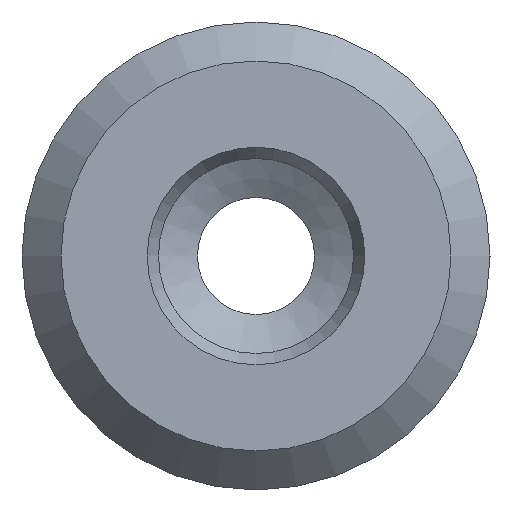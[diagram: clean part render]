
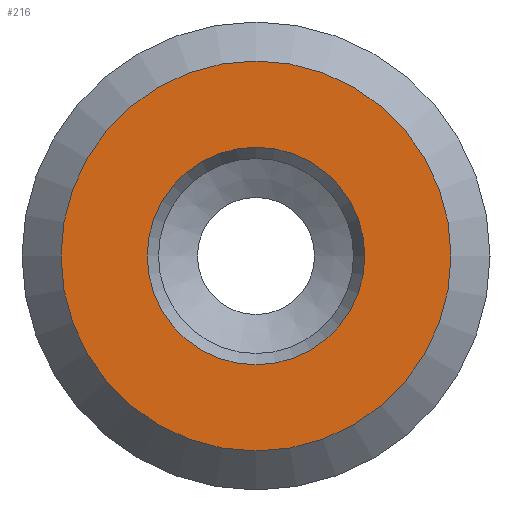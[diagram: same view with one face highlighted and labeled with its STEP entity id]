
A CAD part, left-side view. The second image highlights one B-rep face of the part: STEP entity #216.
In plain terms, the highlighted planar face has unit normal (-1, 0, 0).
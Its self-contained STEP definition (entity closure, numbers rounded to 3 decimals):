
#16=FACE_BOUND('',#40,.T.);
#18=PLANE('',#259);
#28=FACE_OUTER_BOUND('',#39,.T.);
#39=EDGE_LOOP('',(#172,#173));
#40=EDGE_LOOP('',(#174,#175));
#73=CIRCLE('',#257,2.789);
#74=CIRCLE('',#258,2.789);
#75=CIRCLE('',#260,5.);
#76=CIRCLE('',#261,5.);
#97=VERTEX_POINT('',#387);
#98=VERTEX_POINT('',#389);
#99=VERTEX_POINT('',#393);
#100=VERTEX_POINT('',#394);
#125=EDGE_CURVE('',#98,#97,#73,.T.);
#126=EDGE_CURVE('',#97,#98,#74,.T.);
#127=EDGE_CURVE('',#99,#100,#75,.T.);
#128=EDGE_CURVE('',#100,#99,#76,.T.);
#172=ORIENTED_EDGE('',*,*,#127,.F.);
#173=ORIENTED_EDGE('',*,*,#128,.F.);
#174=ORIENTED_EDGE('',*,*,#125,.T.);
#175=ORIENTED_EDGE('',*,*,#126,.T.);
#216=ADVANCED_FACE('',(#28,#16),#18,.T.);
#257=AXIS2_PLACEMENT_3D('',#390,#314,#315);
#258=AXIS2_PLACEMENT_3D('',#391,#316,#317);
#259=AXIS2_PLACEMENT_3D('',#392,#318,#319);
#260=AXIS2_PLACEMENT_3D('',#395,#320,#321);
#261=AXIS2_PLACEMENT_3D('',#396,#322,#323);
#314=DIRECTION('center_axis',(1.,0.,0.));
#315=DIRECTION('ref_axis',(0.,0.,-1.));
#316=DIRECTION('center_axis',(1.,0.,0.));
#317=DIRECTION('ref_axis',(0.,0.,-1.));
#318=DIRECTION('center_axis',(-1.,0.,0.));
#319=DIRECTION('ref_axis',(0.,0.,1.));
#320=DIRECTION('center_axis',(1.,0.,0.));
#321=DIRECTION('ref_axis',(0.,0.,-1.));
#322=DIRECTION('center_axis',(1.,0.,0.));
#323=DIRECTION('ref_axis',(0.,0.,-1.));
#387=CARTESIAN_POINT('',(0.,-2.789,0.));
#389=CARTESIAN_POINT('',(0.,2.789,0.));
#390=CARTESIAN_POINT('Origin',(0.,0.,0.));
#391=CARTESIAN_POINT('Origin',(0.,0.,0.));
#392=CARTESIAN_POINT('Origin',(0.,5.,0.));
#393=CARTESIAN_POINT('',(0.,5.,0.));
#394=CARTESIAN_POINT('',(0.,-5.,0.));
#395=CARTESIAN_POINT('Origin',(0.,0.,0.));
#396=CARTESIAN_POINT('Origin',(0.,0.,0.));
